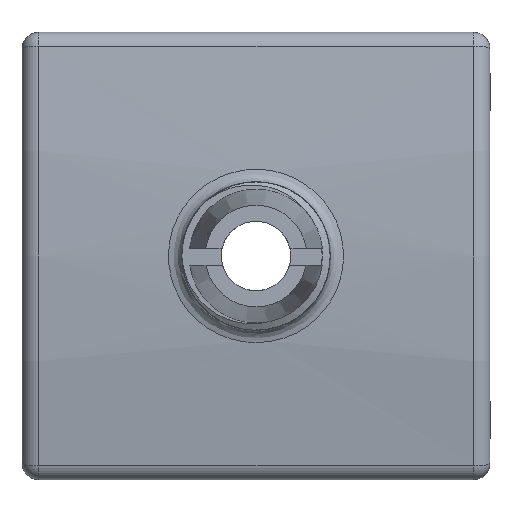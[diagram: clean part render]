
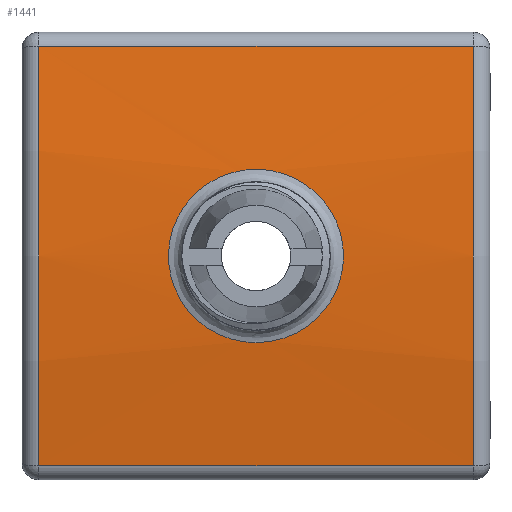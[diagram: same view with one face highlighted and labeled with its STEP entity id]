
A CAD part, left-side view. The second image highlights one B-rep face of the part: STEP entity #1441.
In plain terms, the highlighted cylindrical face has radius 123.825 mm (diameter 247.65 mm), a partial arc.
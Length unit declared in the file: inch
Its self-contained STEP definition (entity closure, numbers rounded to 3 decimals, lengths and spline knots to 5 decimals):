
#24=FACE_BOUND('',#200,.T.);
#113=FACE_OUTER_BOUND('',#199,.T.);
#199=EDGE_LOOP('',(#1117,#1118,#1119,#1120));
#200=EDGE_LOOP('',(#1121));
#249=CIRCLE('',#1524,4.875);
#266=CIRCLE('',#1554,4.875);
#358=B_SPLINE_CURVE_WITH_KNOTS('',3,(#3890,#3891,#3892,#3893,#3894,#3895,
#3896,#3897,#3898,#3899,#3900,#3901,#3902,#3903,#3904,#3905,#3906),
 .UNSPECIFIED.,.T.,.F.,(4,1,1,1,1,1,1,1,1,1,1,1,1,1,4),(-4.24604,
-3.94275,-3.63947,-3.33618,-3.03289,
-2.7296,-2.42631,-2.22412,-1.81973,
-1.61754,-1.21316,-0.90987,-0.60658,
-0.30329,0.),.UNSPECIFIED.);
#404=LINE('',#3737,#483);
#405=LINE('',#3746,#484);
#483=VECTOR('',#1770,0.3937);
#484=VECTOR('',#1781,0.3937);
#601=VERTEX_POINT('',#3712);
#602=VERTEX_POINT('',#3716);
#607=VERTEX_POINT('',#3732);
#608=VERTEX_POINT('',#3739);
#636=VERTEX_POINT('',#3889);
#770=EDGE_CURVE('',#602,#601,#249,.T.);
#778=EDGE_CURVE('',#601,#607,#404,.T.);
#782=EDGE_CURVE('',#608,#602,#405,.T.);
#803=EDGE_CURVE('',#607,#608,#266,.T.);
#831=EDGE_CURVE('',#636,#636,#358,.T.);
#1117=ORIENTED_EDGE('',*,*,#770,.F.);
#1118=ORIENTED_EDGE('',*,*,#782,.F.);
#1119=ORIENTED_EDGE('',*,*,#803,.F.);
#1120=ORIENTED_EDGE('',*,*,#778,.F.);
#1121=ORIENTED_EDGE('',*,*,#831,.F.);
#1377=CYLINDRICAL_SURFACE('',#1574,4.875);
#1441=ADVANCED_FACE('',(#113,#24),#1377,.T.);
#1524=AXIS2_PLACEMENT_3D('',#3723,#1751,#1752);
#1554=AXIS2_PLACEMENT_3D('',#3811,#1825,#1826);
#1574=AXIS2_PLACEMENT_3D('',#3888,#1879,#1880);
#1751=DIRECTION('center_axis',(0.,-1.,0.));
#1752=DIRECTION('ref_axis',(-1.,0.,0.));
#1770=DIRECTION('',(0.,1.,0.));
#1781=DIRECTION('',(0.,-1.,0.));
#1825=DIRECTION('center_axis',(0.,1.,0.));
#1826=DIRECTION('ref_axis',(-1.,0.,0.));
#1879=DIRECTION('center_axis',(0.,1.,0.));
#1880=DIRECTION('ref_axis',(-1.,0.,0.));
#3712=CARTESIAN_POINT('',(-4.81144,0.062,-0.78462));
#3716=CARTESIAN_POINT('',(-4.81144,0.062,0.78462));
#3723=CARTESIAN_POINT('Origin',(0.,0.062,0.));
#3732=CARTESIAN_POINT('',(-4.81144,1.688,-0.78462));
#3737=CARTESIAN_POINT('',(-4.81144,0.,-0.78462));
#3739=CARTESIAN_POINT('',(-4.81144,1.688,0.78462));
#3746=CARTESIAN_POINT('',(-4.81144,0.,0.78462));
#3811=CARTESIAN_POINT('Origin',(0.,1.688,0.));
#3888=CARTESIAN_POINT('Origin',(0.,0.,0.));
#3889=CARTESIAN_POINT('',(-4.86422,0.875,-0.32398));
#3890=CARTESIAN_POINT('Ctrl Pts',(-4.86422,0.875,-0.32398));
#3891=CARTESIAN_POINT('Ctrl Pts',(-4.86422,0.82602,-0.32398));
#3892=CARTESIAN_POINT('Ctrl Pts',(-4.86577,0.72812,-0.30185));
#3893=CARTESIAN_POINT('Ctrl Pts',(-4.871,0.61035,-0.20893));
#3894=CARTESIAN_POINT('Ctrl Pts',(-4.87516,0.54502,-0.07459));
#3895=CARTESIAN_POINT('Ctrl Pts',(-4.87518,0.545,0.07454));
#3896=CARTESIAN_POINT('Ctrl Pts',(-4.87098,0.6104,0.20892));
#3897=CARTESIAN_POINT('Ctrl Pts',(-4.86638,0.71499,0.29142));
#3898=CARTESIAN_POINT('Ctrl Pts',(-4.86348,0.85707,0.33494));
#3899=CARTESIAN_POINT('Ctrl Pts',(-4.86493,0.99186,0.31489));
#3900=CARTESIAN_POINT('Ctrl Pts',(-4.87027,1.12841,0.22272));
#3901=CARTESIAN_POINT('Ctrl Pts',(-4.87518,1.20518,0.09133));
#3902=CARTESIAN_POINT('Ctrl Pts',(-4.87516,1.20492,-0.07464));
#3903=CARTESIAN_POINT('Ctrl Pts',(-4.87099,1.13966,-0.20886));
#3904=CARTESIAN_POINT('Ctrl Pts',(-4.86577,1.02188,-0.30186));
#3905=CARTESIAN_POINT('Ctrl Pts',(-4.86422,0.92398,-0.32398));
#3906=CARTESIAN_POINT('Ctrl Pts',(-4.86422,0.875,-0.32398));
